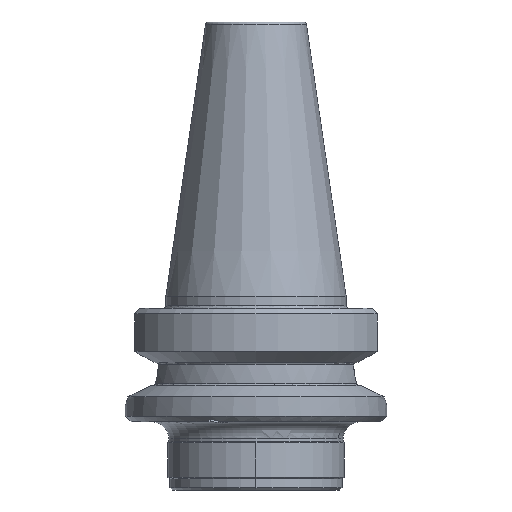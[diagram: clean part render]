
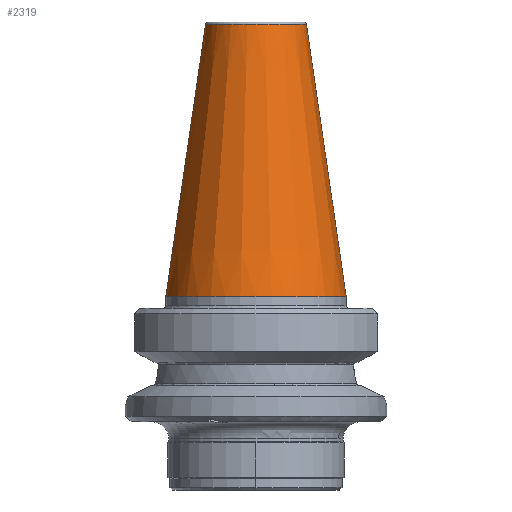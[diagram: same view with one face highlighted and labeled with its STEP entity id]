
A CAD part, front view. The second image highlights one B-rep face of the part: STEP entity #2319.
In plain terms, the highlighted conical face has half-angle 8.297 degrees and reference radius 15.875 mm.
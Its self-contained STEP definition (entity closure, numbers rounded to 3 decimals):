
#1013=EDGE_CURVE('NONE',#1955,#1163,#2900,.F.);
#1077=EDGE_CURVE('NONE',#1935,#1163,#2970,.T.);
#1163=VERTEX_POINT('NONE',#3069);
#1935=VERTEX_POINT('NONE',#3918);
#1955=VERTEX_POINT('NONE',#3942);
#1981=EDGE_CURVE('NONE',#2389,#1935,#3973,.T.);
#2103=EDGE_CURVE('NONE',#2389,#1955,#4111,.T.);
#2319=ADVANCED_FACE('NONE',(#4354),#4355,.T.);
#2389=VERTEX_POINT('NONE',#4430);
#2900=CIRCLE('',#5042,15.875);
#2970=LINE('',#5195,#5196);
#3069=CARTESIAN_POINT('',(15.875,0.,0.0));
#3918=CARTESIAN_POINT('',(8.879,0.,47.972));
#3942=CARTESIAN_POINT('',(-15.875,0.,0.0));
#3973=CIRCLE('',#7111,8.879);
#4111=LINE('',#7330,#7331);
#4354=FACE_OUTER_BOUND('',#7877,.T.);
#4355=CONICAL_SURFACE('',#7878,15.875,0.145);
#4430=CARTESIAN_POINT('',(-8.879,0.,47.972));
#5042=AXIS2_PLACEMENT_3D('',#9065,#9066,#9067);
#5195=CARTESIAN_POINT('',(15.875,0.,0.0));
#5196=VECTOR('',#9152,1000.0);
#7111=AXIS2_PLACEMENT_3D('',#10321,#10322,#10323);
#7330=CARTESIAN_POINT('',(-15.875,0.,0.0));
#7331=VECTOR('',#10506,1000.0);
#7877=EDGE_LOOP('',(#10776,#10777,#10778,#10779));
#7878=AXIS2_PLACEMENT_3D('',#10780,#10781,#10782);
#9065=CARTESIAN_POINT('',(0.0,0.0,0.0));
#9066=DIRECTION('',(0.0,0.0,-1.0));
#9067=DIRECTION('',(-1.0,0.,0.0));
#9152=DIRECTION('',(0.144,0.,-0.99));
#10321=CARTESIAN_POINT('',(0.0,0.0,47.972));
#10322=DIRECTION('',(-0.0,0.0,1.0));
#10323=DIRECTION('',(1.0,0.,0.0));
#10506=DIRECTION('',(-0.144,0.,-0.99));
#10776=ORIENTED_EDGE('',*,*,#1981,.F.);
#10777=ORIENTED_EDGE('',*,*,#2103,.T.);
#10778=ORIENTED_EDGE('',*,*,#1013,.T.);
#10779=ORIENTED_EDGE('',*,*,#1077,.F.);
#10780=CARTESIAN_POINT('',(0.0,0.0,0.0));
#10781=DIRECTION('',(-0.0,0.0,-1.0));
#10782=DIRECTION('',(1.0,0.,-0.0));
